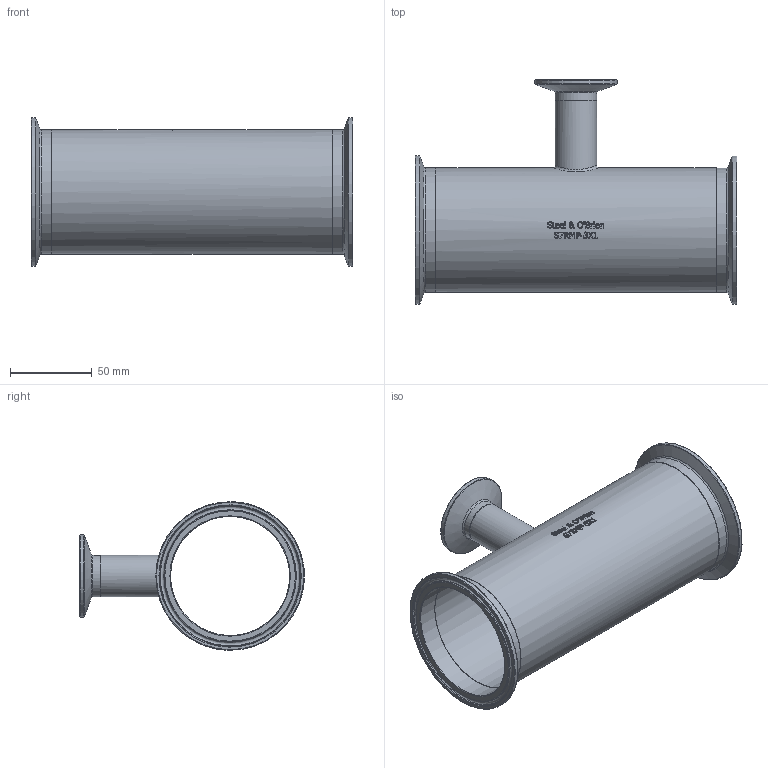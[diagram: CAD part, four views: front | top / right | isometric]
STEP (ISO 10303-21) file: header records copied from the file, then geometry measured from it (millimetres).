
FILE_DESCRIPTION(/* description */ (''),/* implementation_level */ '2;1');
FILE_NAME(/* name */ 'S7RMP-3X1.stp',/* time_stamp */ '2018-11-29T16:22:48-05:00',/* author */ ('ken'),/* organization */ (''),/* preprocessor_version */ 'ST-DEVELOPER v15.2',/* originating_system */ 'Autodesk Inventor 2014',/* authorisation */ '');
FILE_SCHEMA (('AUTOMOTIVE_DESIGN { 1 0 10303 214 3 1 1 }'));
Length unit declared in the file: inch
Products named in the file (1): S7RMP-3X1
Bounding box: 196.85 x 137.52 x 90.9 mm (x, y, z)
Volume: 103240.4 mm3; surface area: 111301.8 mm2
Topology: 1 solids, 1 shells, 422 faces, 1099 edges, 721 vertices
Faces by surface type: bspline 171, plane 169, cylinder 46, torus 27, cone 9
Full cylindrical faces by diameter (mm): 22.098 x2, 25.4 x2, 50.394 x1, 72.898 x3, 76.2 x3, 90.907 x2
Entity records: 16007 total; most frequent: CARTESIAN_POINT 6713, ORIENTED_EDGE 2090, DIRECTION 1431, EDGE_CURVE 1045, VERTEX_POINT 717, EDGE_LOOP 518, LINE 477, VECTOR 477
